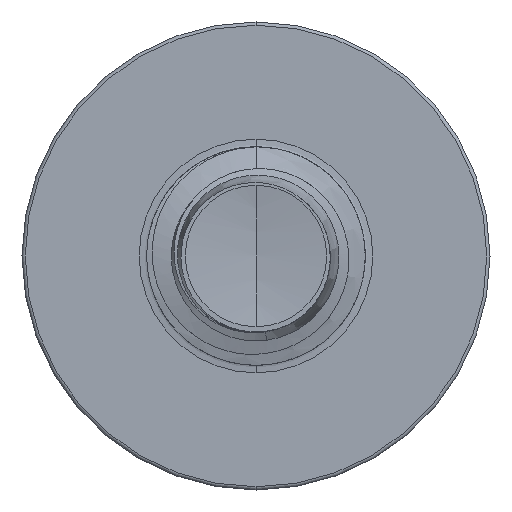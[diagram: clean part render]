
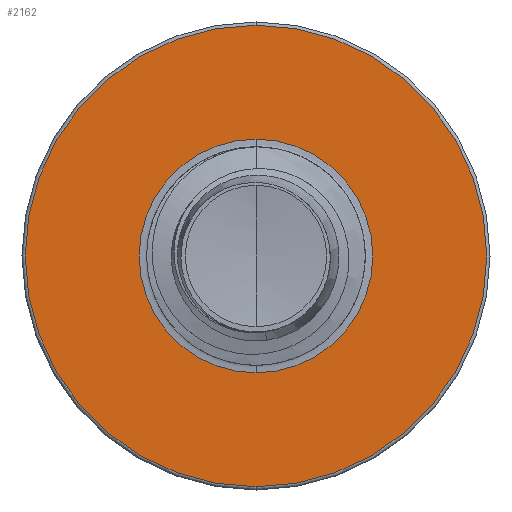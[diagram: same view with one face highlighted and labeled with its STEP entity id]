
A CAD part, front view. The second image highlights one B-rep face of the part: STEP entity #2162.
In plain terms, the highlighted planar face has unit normal (0, -1, 0).
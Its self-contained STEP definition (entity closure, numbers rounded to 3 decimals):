
#264 = VERTEX_POINT ( 'NONE', #5621 ) ;
#1529 = CIRCLE ( 'NONE', #11335, 1.872 ) ;
#1746 = AXIS2_PLACEMENT_3D ( 'NONE', #12737, #1867, #14542 ) ;
#1867 = DIRECTION ( 'NONE',  ( 0., 1., 0. ) ) ;
#2162 = ADVANCED_FACE ( 'NONE', ( #21937, #7520 ), #15185, .F. ) ;
#2680 = EDGE_CURVE ( 'NONE', #21033, #16500, #14868, .T. ) ;
#3212 = CIRCLE ( 'NONE', #12861, 1.872 ) ;
#3408 = AXIS2_PLACEMENT_3D ( 'NONE', #4337, #9823, #22458 ) ;
#4337 = CARTESIAN_POINT ( 'NONE',  ( 0., 10., -1.872 ) ) ;
#5621 = CARTESIAN_POINT ( 'NONE',  ( 0., 10., 1.872 ) ) ;
#5776 = ORIENTED_EDGE ( 'NONE', *, *, #2680, .F. ) ;
#6776 = ORIENTED_EDGE ( 'NONE', *, *, #7522, .T. ) ;
#7051 = CARTESIAN_POINT ( 'NONE',  ( 0., 10., 0. ) ) ;
#7221 = ORIENTED_EDGE ( 'NONE', *, *, #9312, .T. ) ;
#7520 = FACE_BOUND ( 'NONE', #9848, .T. ) ;
#7522 = EDGE_CURVE ( 'NONE', #264, #9637, #1529, .T. ) ;
#8263 = DIRECTION ( 'NONE',  ( 0., 1., 0. ) ) ;
#8875 = DIRECTION ( 'NONE',  ( 0., 0., 1. ) ) ;
#8974 = DIRECTION ( 'NONE',  ( 0., 1., 0. ) ) ;
#9312 = EDGE_CURVE ( 'NONE', #9637, #264, #3212, .T. ) ;
#9637 = VERTEX_POINT ( 'NONE', #15696 ) ;
#9642 = EDGE_LOOP ( 'NONE', ( #5776, #12483 ) ) ;
#9823 = DIRECTION ( 'NONE',  ( 0., 1., 0. ) ) ;
#9848 = EDGE_LOOP ( 'NONE', ( #6776, #7221 ) ) ;
#10067 = AXIS2_PLACEMENT_3D ( 'NONE', #7051, #19696, #8875 ) ;
#11122 = CIRCLE ( 'NONE', #10067, 3.698 ) ;
#11335 = AXIS2_PLACEMENT_3D ( 'NONE', #19793, #8974, #21609 ) ;
#11955 = EDGE_CURVE ( 'NONE', #16500, #21033, #11122, .T. ) ;
#12483 = ORIENTED_EDGE ( 'NONE', *, *, #11955, .F. ) ;
#12737 = CARTESIAN_POINT ( 'NONE',  ( 0., 10., 0. ) ) ;
#12861 = AXIS2_PLACEMENT_3D ( 'NONE', #19087, #8263, #20902 ) ;
#12953 = CARTESIAN_POINT ( 'NONE',  ( 0., 10., 3.698 ) ) ;
#14542 = DIRECTION ( 'NONE',  ( 0., 0., 1. ) ) ;
#14868 = CIRCLE ( 'NONE', #1746, 3.698 ) ;
#15185 = PLANE ( 'NONE',  #3408 ) ;
#15696 = CARTESIAN_POINT ( 'NONE',  ( 0., 10., -1.872 ) ) ;
#16500 = VERTEX_POINT ( 'NONE', #21415 ) ;
#19087 = CARTESIAN_POINT ( 'NONE',  ( 0., 10., 0. ) ) ;
#19696 = DIRECTION ( 'NONE',  ( 0., 1., 0. ) ) ;
#19793 = CARTESIAN_POINT ( 'NONE',  ( 0., 10., 0. ) ) ;
#20902 = DIRECTION ( 'NONE',  ( 0., 0., 1. ) ) ;
#21033 = VERTEX_POINT ( 'NONE', #12953 ) ;
#21415 = CARTESIAN_POINT ( 'NONE',  ( 0., 10., -3.697 ) ) ;
#21609 = DIRECTION ( 'NONE',  ( 0., 0., 1. ) ) ;
#21937 = FACE_OUTER_BOUND ( 'NONE', #9642, .T. ) ;
#22458 = DIRECTION ( 'NONE',  ( 0., 0., 1. ) ) ;
